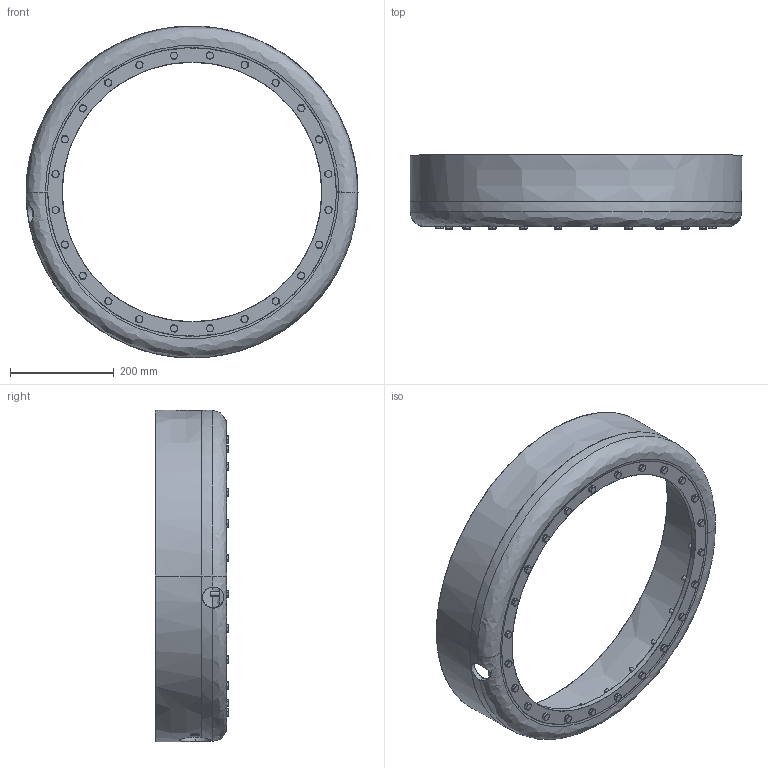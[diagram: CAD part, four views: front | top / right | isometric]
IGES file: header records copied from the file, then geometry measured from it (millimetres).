
Start section: SolidWorks IGES file using analytic representation for surfaces
Global section: file name: WELDRING205_252659.IGS; native system: SolidWorks 2010; preprocessor: SolidWorks 2010; author: LarsenR; date: 120823.140519; units: millimetre
Bounding box: 639.62 x 142.3 x 639.62 mm (x, y, z)
Surface area: 779600.4 mm2 (no closed solid volume)
Topology: 0 solids, 0 shells, 531 faces, 7110 edges, 7110 vertices
Faces by surface type: revolution 317, bspline 214
